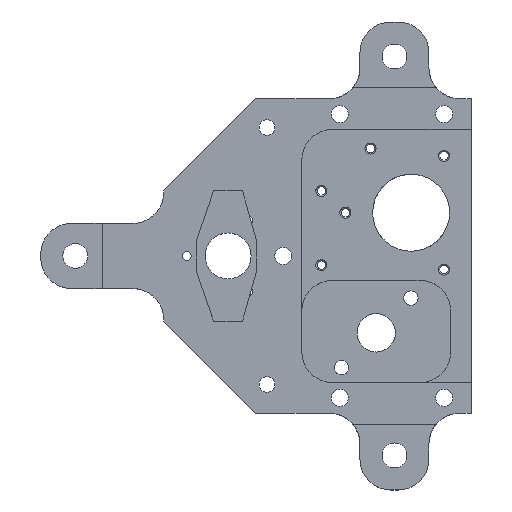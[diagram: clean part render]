
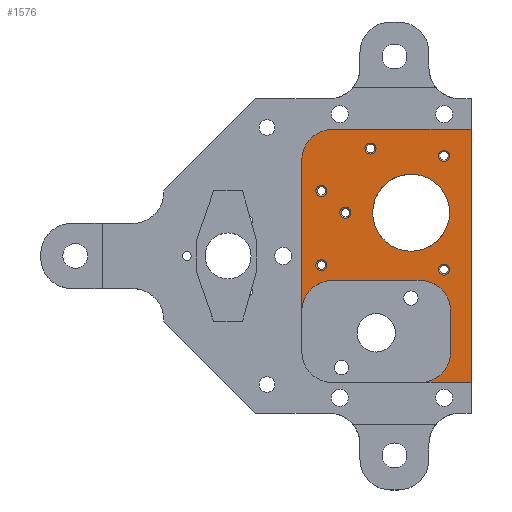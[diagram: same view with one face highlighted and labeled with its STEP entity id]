
A CAD part, top view. The second image highlights one B-rep face of the part: STEP entity #1576.
In plain terms, the highlighted planar face has unit normal (0, 0, 1).
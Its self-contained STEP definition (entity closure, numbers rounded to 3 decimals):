
#259=CARTESIAN_POINT('POINT27',(-1.38,-0.5,0.184));
#260=VERTEX_POINT('VERTEX27',#259);
#267=CARTESIAN_POINT('POINT28',(-1.13,-0.25,0.184));
#268=VERTEX_POINT('VERTEX28',#267);
#269=CARTESIAN_POINT('POS29',(-1.13,-0.5,0.184));
#270=DIRECTION('DIR42',(0.,0.,-1.));
#271=DIRECTION('DIR43',(0.,1.,0.));
#272=AXIS2_PLACEMENT_3D('AXIS14',#269,#270,#271);
#273=CIRCLE('ELLIPSE9',#272,0.25);
#274=EDGE_CURVE('EDGE31',#260,#268,#273,.T.);
#1002=CARTESIAN_POINT('POINT69',(-0.417,-1.479,0.184));
#1003=VERTEX_POINT('VERTEX69',#1002);
#1004=CARTESIAN_POINT('POINT70',(-0.167,-1.729,0.184));
#1005=VERTEX_POINT('VERTEX70',#1004);
#1006=CARTESIAN_POINT('POS108',(-0.417,-1.729,0.184));
#1007=DIRECTION('DIR159',(0.,0.,-1.));
#1008=DIRECTION('DIR160',(1.,0.,0.));
#1009=AXIS2_PLACEMENT_3D('AXIS52',#1006,#1007,#1008);
#1010=CIRCLE('ELLIPSE27',#1009,0.25);
#1011=EDGE_CURVE('EDGE107',#1003,#1005,#1010,.T.);
#1044=CARTESIAN_POINT('POINT73',(-0.167,-2.06,0.184));
#1045=VERTEX_POINT('VERTEX73',#1044);
#1046=CARTESIAN_POINT('POS113',(-0.167,-2.06,0.184));
#1047=DIRECTION('DIR167',(0.,-1.,0.));
#1048=VECTOR('VEC59',#1047,1.);
#1049=LINE('STRAIGHT59',#1046,#1048);
#1050=EDGE_CURVE('EDGE111',#1005,#1045,#1049,.T.);
#1075=CARTESIAN_POINT('POINT75',(-0.417,-2.31,0.184));
#1076=VERTEX_POINT('VERTEX75',#1075);
#1077=CARTESIAN_POINT('POS117',(-0.417,-2.06,0.184));
#1078=DIRECTION('DIR172',(0.,0.,-1.));
#1079=DIRECTION('DIR173',(0.,-1.,0.));
#1080=AXIS2_PLACEMENT_3D('AXIS56',#1077,#1078,#1079);
#1081=CIRCLE('ELLIPSE29',#1080,0.25);
#1082=EDGE_CURVE('EDGE114',#1045,#1076,#1081,.T.);
#1165=CARTESIAN_POINT('POINT82',(-1.38,-1.729,0.184));
#1166=VERTEX_POINT('VERTEX82',#1165);
#1173=CARTESIAN_POINT('POS129',(-1.38,-0.5,0.184));
#1174=DIRECTION('DIR190',(0.,1.,0.));
#1175=VECTOR('VEC68',#1174,1.);
#1176=LINE('STRAIGHT68',#1173,#1175);
#1177=EDGE_CURVE('EDGE124',#1166,#260,#1176,.T.);
#1188=CARTESIAN_POINT('POINT83',(-1.13,-1.479,0.184));
#1189=VERTEX_POINT('VERTEX83',#1188);
#1190=CARTESIAN_POINT('POS131',(-1.13,-1.729,0.184));
#1191=DIRECTION('DIR193',(0.,0.,-1.));
#1192=DIRECTION('DIR194',(0.,1.,0.));
#1193=AXIS2_PLACEMENT_3D('AXIS63',#1190,#1191,#1192);
#1194=CIRCLE('ELLIPSE33',#1193,0.25);
#1195=EDGE_CURVE('EDGE125',#1166,#1189,#1194,.T.);
#1221=CARTESIAN_POINT('POS135',(-0.417,-1.479,0.184));
#1222=DIRECTION('DIR200',(1.,0.,0.));
#1223=VECTOR('VEC70',#1222,1.);
#1224=LINE('STRAIGHT70',#1221,#1223);
#1225=EDGE_CURVE('EDGE128',#1189,#1003,#1224,.T.);
#1412=CARTESIAN_POINT('POINT100',(0.,-2.31,0.184));
#1413=VERTEX_POINT('VERTEX100',#1412);
#1420=CARTESIAN_POINT('POS157',(-0.417,-2.31,0.184));
#1421=DIRECTION('DIR233',(-1.,0.,0.));
#1422=VECTOR('VEC81',#1421,1.);
#1423=LINE('STRAIGHT81',#1420,#1422);
#1424=EDGE_CURVE('EDGE147',#1413,#1076,#1423,.T.);
#1442=ORIENTED_EDGE('COEDGE223',*,*,#1225,.T.);
#1443=ORIENTED_EDGE('COEDGE224',*,*,#1011,.T.);
#1444=ORIENTED_EDGE('COEDGE225',*,*,#1050,.T.);
#1445=ORIENTED_EDGE('COEDGE226',*,*,#1082,.T.);
#1446=ORIENTED_EDGE('COEDGE227',*,*,#1424,.F.);
#1447=CARTESIAN_POINT('POINT101',(0.,-0.25,0.184));
#1448=VERTEX_POINT('VERTEX101',#1447);
#1449=CARTESIAN_POINT('POS160',(0.,-2.31,0.184));
#1450=DIRECTION('DIR237',(0.,-1.,0.));
#1451=VECTOR('VEC83',#1450,1.);
#1452=LINE('STRAIGHT83',#1449,#1451);
#1453=EDGE_CURVE('EDGE149',#1448,#1413,#1452,.T.);
#1454=ORIENTED_EDGE('COEDGE228',*,*,#1453,.F.);
#1455=CARTESIAN_POINT('POS161',(0.,-0.25,0.184));
#1456=DIRECTION('DIR238',(1.,0.,0.));
#1457=VECTOR('VEC84',#1456,1.);
#1458=LINE('STRAIGHT84',#1455,#1457);
#1459=EDGE_CURVE('EDGE150',#268,#1448,#1458,.T.);
#1460=ORIENTED_EDGE('COEDGE229',*,*,#1459,.F.);
#1461=ORIENTED_EDGE('COEDGE230',*,*,#274,.F.);
#1462=ORIENTED_EDGE('COEDGE231',*,*,#1177,.F.);
#1463=ORIENTED_EDGE('COEDGE232',*,*,#1195,.T.);
#1464=EDGE_LOOP('NONE',(#1442,#1443,#1444,#1445,#1446,#1454,#1460,#1461,
   #1462,#1463));
#1465=FACE_BOUND('LOOP1',#1464,.T.);
#1466=CARTESIAN_POINT('POINT102',(-0.803,-0.928,0.184));
#1467=VERTEX_POINT('VERTEX102',#1466);
#1468=CARTESIAN_POINT('POINT103',(-0.176,-0.928,0.184));
#1469=VERTEX_POINT('VERTEX103',#1468);
#1470=CARTESIAN_POINT('POS162',(-0.489,-0.928,0.184));
#1471=DIRECTION('DIR239',(0.,0.,1.));
#1472=DIRECTION('DIR240',(-1.,0.,0.));
#1473=AXIS2_PLACEMENT_3D('AXIS78',#1470,#1471,#1472);
#1474=CIRCLE('ELLIPSE41',#1473,0.313);
#1475=EDGE_CURVE('EDGE151',#1467,#1469,#1474,.T.);
#1476=ORIENTED_EDGE('COEDGE233',*,*,#1475,.F.);
#1477=EDGE_CURVE('EDGE152',#1469,#1467,#1474,.T.);
#1478=ORIENTED_EDGE('COEDGE234',*,*,#1477,.F.);
#1479=EDGE_LOOP('NONE',(#1476,#1478));
#1480=FACE_BOUND('LOOP1',#1479,.T.);
#1481=CARTESIAN_POINT('POINT104',(-0.865,-0.405,0.184));
#1482=VERTEX_POINT('VERTEX104',#1481);
#1483=CARTESIAN_POINT('POINT105',(-0.775,-0.405,0.184));
#1484=VERTEX_POINT('VERTEX105',#1483);
#1485=CARTESIAN_POINT('POS163',(-0.82,-0.405,0.184));
#1486=DIRECTION('DIR241',(0.,0.,-1.));
#1487=DIRECTION('DIR242',(1.,0.,0.));
#1488=AXIS2_PLACEMENT_3D('AXIS79',#1485,#1486,#1487);
#1489=CIRCLE('ELLIPSE42',#1488,0.045);
#1490=EDGE_CURVE('EDGE153',#1482,#1484,#1489,.T.);
#1491=ORIENTED_EDGE('COEDGE235',*,*,#1490,.T.);
#1492=EDGE_CURVE('EDGE154',#1484,#1482,#1489,.T.);
#1493=ORIENTED_EDGE('COEDGE236',*,*,#1492,.T.);
#1494=EDGE_LOOP('NONE',(#1491,#1493));
#1495=FACE_BOUND('LOOP1',#1494,.T.);
#1496=CARTESIAN_POINT('POINT106',(-1.265,-0.75,0.184));
#1497=VERTEX_POINT('VERTEX106',#1496);
#1498=CARTESIAN_POINT('POINT107',(-1.175,-0.75,0.184));
#1499=VERTEX_POINT('VERTEX107',#1498);
#1500=CARTESIAN_POINT('POS164',(-1.22,-0.75,0.184));
#1501=DIRECTION('DIR243',(0.,0.,-1.));
#1502=DIRECTION('DIR244',(1.,0.,0.));
#1503=AXIS2_PLACEMENT_3D('AXIS80',#1500,#1501,#1502);
#1504=CIRCLE('ELLIPSE43',#1503,0.045);
#1505=EDGE_CURVE('EDGE155',#1497,#1499,#1504,.T.);
#1506=ORIENTED_EDGE('COEDGE237',*,*,#1505,.T.);
#1507=EDGE_CURVE('EDGE156',#1499,#1497,#1504,.T.);
#1508=ORIENTED_EDGE('COEDGE238',*,*,#1507,.T.);
#1509=EDGE_LOOP('NONE',(#1506,#1508));
#1510=FACE_BOUND('LOOP1',#1509,.T.);
#1511=CARTESIAN_POINT('POINT108',(-1.265,-1.355,0.184));
#1512=VERTEX_POINT('VERTEX108',#1511);
#1513=CARTESIAN_POINT('POINT109',(-1.175,-1.355,0.184));
#1514=VERTEX_POINT('VERTEX109',#1513);
#1515=CARTESIAN_POINT('POS165',(-1.22,-1.355,0.184));
#1516=DIRECTION('DIR245',(0.,0.,-1.));
#1517=DIRECTION('DIR246',(1.,0.,0.));
#1518=AXIS2_PLACEMENT_3D('AXIS81',#1515,#1516,#1517);
#1519=CIRCLE('ELLIPSE44',#1518,0.045);
#1520=EDGE_CURVE('EDGE157',#1512,#1514,#1519,.T.);
#1521=ORIENTED_EDGE('COEDGE239',*,*,#1520,.T.);
#1522=EDGE_CURVE('EDGE158',#1514,#1512,#1519,.T.);
#1523=ORIENTED_EDGE('COEDGE240',*,*,#1522,.T.);
#1524=EDGE_LOOP('NONE',(#1521,#1523));
#1525=FACE_BOUND('LOOP1',#1524,.T.);
#1526=CARTESIAN_POINT('POINT110',(-1.069,-0.928,0.184))
   ;
#1527=VERTEX_POINT('VERTEX110',#1526);
#1528=CARTESIAN_POINT('POINT111',(-0.979,-0.928,0.184));
#1529=VERTEX_POINT('VERTEX111',#1528);
#1530=CARTESIAN_POINT('POS166',(-1.024,-0.928,0.184));
#1531=DIRECTION('DIR247',(0.,0.,-1.));
#1532=DIRECTION('DIR248',(1.,0.,0.));
#1533=AXIS2_PLACEMENT_3D('AXIS82',#1530,#1531,#1532);
#1534=CIRCLE('ELLIPSE45',#1533,0.045);
#1535=EDGE_CURVE('EDGE159',#1527,#1529,#1534,.T.);
#1536=ORIENTED_EDGE('COEDGE241',*,*,#1535,.T.);
#1537=EDGE_CURVE('EDGE160',#1529,#1527,#1534,.T.);
#1538=ORIENTED_EDGE('COEDGE242',*,*,#1537,.T.);
#1539=EDGE_LOOP('NONE',(#1536,#1538));
#1540=FACE_BOUND('LOOP1',#1539,.T.);
#1541=CARTESIAN_POINT('POINT112',(-0.267,-0.464,0.184));
#1542=VERTEX_POINT('VERTEX112',#1541);
#1543=CARTESIAN_POINT('POINT113',(-0.177,-0.464,0.184));
#1544=VERTEX_POINT('VERTEX113',#1543);
#1545=CARTESIAN_POINT('POS167',(-0.222,-0.464,0.184));
#1546=DIRECTION('DIR249',(0.,0.,-1.));
#1547=DIRECTION('DIR250',(1.,0.,0.));
#1548=AXIS2_PLACEMENT_3D('AXIS83',#1545,#1546,#1547);
#1549=CIRCLE('ELLIPSE46',#1548,0.045);
#1550=EDGE_CURVE('EDGE161',#1542,#1544,#1549,.T.);
#1551=ORIENTED_EDGE('COEDGE243',*,*,#1550,.T.);
#1552=EDGE_CURVE('EDGE162',#1544,#1542,#1549,.T.);
#1553=ORIENTED_EDGE('COEDGE244',*,*,#1552,.T.);
#1554=EDGE_LOOP('NONE',(#1551,#1553));
#1555=FACE_BOUND('LOOP1',#1554,.T.);
#1556=CARTESIAN_POINT('POINT114',(-0.267,-1.391,0.184))
   ;
#1557=VERTEX_POINT('VERTEX114',#1556);
#1558=CARTESIAN_POINT('POINT115',(-0.177,-1.391,0.184))
   ;
#1559=VERTEX_POINT('VERTEX115',#1558);
#1560=CARTESIAN_POINT('POS168',(-0.222,-1.391,0.184));
#1561=DIRECTION('DIR251',(0.,0.,-1.));
#1562=DIRECTION('DIR252',(1.,0.,0.));
#1563=AXIS2_PLACEMENT_3D('AXIS84',#1560,#1561,#1562);
#1564=CIRCLE('ELLIPSE47',#1563,0.045);
#1565=EDGE_CURVE('EDGE163',#1557,#1559,#1564,.T.);
#1566=ORIENTED_EDGE('COEDGE245',*,*,#1565,.T.);
#1567=EDGE_CURVE('EDGE164',#1559,#1557,#1564,.T.);
#1568=ORIENTED_EDGE('COEDGE246',*,*,#1567,.T.);
#1569=EDGE_LOOP('NONE',(#1566,#1568));
#1570=FACE_BOUND('LOOP1',#1569,.T.);
#1571=CARTESIAN_POINT('POS169',(0.,0.,0.184));
#1572=DIRECTION('DIR253',(0.,0.,1.));
#1573=DIRECTION('DIR254',(1.,0.,0.));
#1574=AXIS2_PLACEMENT_3D('AXIS85',#1571,#1572,#1573);
#1575=PLANE('PLANE20',#1574);
#1576=ADVANCED_FACE('FACE51',(#1465,#1480,#1495,#1510,#1525,#1540,#1555,
   #1570),#1575,.T.);
